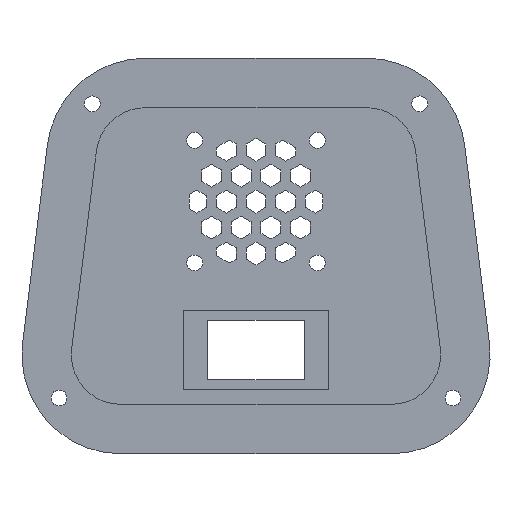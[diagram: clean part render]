
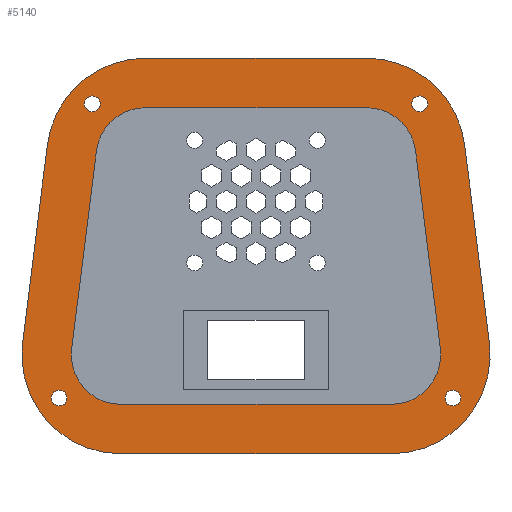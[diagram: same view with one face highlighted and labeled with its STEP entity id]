
A CAD part, front view. The second image highlights one B-rep face of the part: STEP entity #5140.
In plain terms, the highlighted planar face has unit normal (0, -1, 0).
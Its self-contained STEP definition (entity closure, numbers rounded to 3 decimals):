
#104=FACE_BOUND('',#982,.T.);
#105=FACE_BOUND('',#983,.T.);
#106=FACE_BOUND('',#984,.T.);
#107=FACE_BOUND('',#985,.T.);
#108=FACE_BOUND('',#986,.T.);
#163=CIRCLE('',#5572,10.);
#164=CIRCLE('',#5575,10.);
#185=CIRCLE('',#5610,20.);
#186=CIRCLE('',#5613,20.);
#191=CIRCLE('',#5623,1.6);
#192=CIRCLE('',#5625,1.6);
#193=CIRCLE('',#5627,1.6);
#194=CIRCLE('',#5629,1.6);
#195=CIRCLE('',#5631,10.);
#196=CIRCLE('',#5634,10.);
#197=CIRCLE('',#5638,20.);
#198=CIRCLE('',#5641,20.);
#334=PLANE('',#5642);
#634=FACE_OUTER_BOUND('',#981,.T.);
#981=EDGE_LOOP('',(#4675,#4676,#4677,#4678,#4679,#4680,#4681,#4682));
#982=EDGE_LOOP('',(#4683));
#983=EDGE_LOOP('',(#4684));
#984=EDGE_LOOP('',(#4685));
#985=EDGE_LOOP('',(#4686));
#986=EDGE_LOOP('',(#4687,#4688,#4689,#4690,#4691,#4692,#4693,#4694));
#1558=LINE('',#8559,#2062);
#1562=LINE('',#8568,#2066);
#1577=LINE('',#9573,#2081);
#1581=LINE('',#9582,#2085);
#1588=LINE('',#9621,#2092);
#1591=LINE('',#9628,#2095);
#1593=LINE('',#9632,#2097);
#1596=LINE('',#9640,#2100);
#2062=VECTOR('',#6942,10.);
#2066=VECTOR('',#6952,10.);
#2081=VECTOR('',#7037,10.);
#2085=VECTOR('',#7047,10.);
#2092=VECTOR('',#7096,10.);
#2095=VECTOR('',#7105,10.);
#2097=VECTOR('',#7109,10.);
#2100=VECTOR('',#7118,10.);
#2475=VERTEX_POINT('',#8556);
#2476=VERTEX_POINT('',#8558);
#2477=VERTEX_POINT('',#8562);
#2478=VERTEX_POINT('',#8566);
#2479=VERTEX_POINT('',#8570);
#2504=VERTEX_POINT('',#9570);
#2505=VERTEX_POINT('',#9572);
#2506=VERTEX_POINT('',#9576);
#2507=VERTEX_POINT('',#9580);
#2508=VERTEX_POINT('',#9584);
#2513=VERTEX_POINT('',#9600);
#2514=VERTEX_POINT('',#9604);
#2515=VERTEX_POINT('',#9608);
#2516=VERTEX_POINT('',#9612);
#2517=VERTEX_POINT('',#9616);
#2518=VERTEX_POINT('',#9620);
#2519=VERTEX_POINT('',#9624);
#2520=VERTEX_POINT('',#9630);
#2521=VERTEX_POINT('',#9634);
#2522=VERTEX_POINT('',#9638);
#3160=EDGE_CURVE('',#2476,#2475,#1558,.T.);
#3163=EDGE_CURVE('',#2475,#2477,#163,.T.);
#3165=EDGE_CURVE('',#2477,#2478,#1562,.T.);
#3167=EDGE_CURVE('',#2478,#2479,#164,.T.);
#3213=EDGE_CURVE('',#2504,#2505,#1577,.T.);
#3216=EDGE_CURVE('',#2506,#2504,#185,.T.);
#3218=EDGE_CURVE('',#2507,#2506,#1581,.T.);
#3220=EDGE_CURVE('',#2508,#2507,#186,.T.);
#3225=EDGE_CURVE('',#2513,#2513,#191,.T.);
#3227=EDGE_CURVE('',#2514,#2514,#192,.T.);
#3229=EDGE_CURVE('',#2515,#2515,#193,.T.);
#3231=EDGE_CURVE('',#2516,#2516,#194,.T.);
#3233=EDGE_CURVE('',#2517,#2476,#195,.T.);
#3235=EDGE_CURVE('',#2518,#2517,#1588,.T.);
#3237=EDGE_CURVE('',#2519,#2518,#196,.T.);
#3239=EDGE_CURVE('',#2479,#2519,#1591,.T.);
#3241=EDGE_CURVE('',#2520,#2508,#1593,.T.);
#3243=EDGE_CURVE('',#2521,#2520,#197,.T.);
#3245=EDGE_CURVE('',#2522,#2521,#1596,.T.);
#3246=EDGE_CURVE('',#2505,#2522,#198,.T.);
#4675=ORIENTED_EDGE('',*,*,#3246,.F.);
#4676=ORIENTED_EDGE('',*,*,#3213,.F.);
#4677=ORIENTED_EDGE('',*,*,#3216,.F.);
#4678=ORIENTED_EDGE('',*,*,#3218,.F.);
#4679=ORIENTED_EDGE('',*,*,#3220,.F.);
#4680=ORIENTED_EDGE('',*,*,#3241,.F.);
#4681=ORIENTED_EDGE('',*,*,#3243,.F.);
#4682=ORIENTED_EDGE('',*,*,#3245,.F.);
#4683=ORIENTED_EDGE('',*,*,#3225,.T.);
#4684=ORIENTED_EDGE('',*,*,#3227,.T.);
#4685=ORIENTED_EDGE('',*,*,#3229,.T.);
#4686=ORIENTED_EDGE('',*,*,#3231,.T.);
#4687=ORIENTED_EDGE('',*,*,#3165,.T.);
#4688=ORIENTED_EDGE('',*,*,#3167,.T.);
#4689=ORIENTED_EDGE('',*,*,#3239,.T.);
#4690=ORIENTED_EDGE('',*,*,#3237,.T.);
#4691=ORIENTED_EDGE('',*,*,#3235,.T.);
#4692=ORIENTED_EDGE('',*,*,#3233,.T.);
#4693=ORIENTED_EDGE('',*,*,#3160,.T.);
#4694=ORIENTED_EDGE('',*,*,#3163,.T.);
#5140=ADVANCED_FACE('',(#634,#104,#105,#106,#107,#108),#334,.T.);
#5572=AXIS2_PLACEMENT_3D('',#8564,#6947,#6948);
#5575=AXIS2_PLACEMENT_3D('',#8572,#6956,#6957);
#5610=AXIS2_PLACEMENT_3D('',#9578,#7042,#7043);
#5613=AXIS2_PLACEMENT_3D('',#9586,#7051,#7052);
#5623=AXIS2_PLACEMENT_3D('',#9601,#7071,#7072);
#5625=AXIS2_PLACEMENT_3D('',#9605,#7076,#7077);
#5627=AXIS2_PLACEMENT_3D('',#9609,#7081,#7082);
#5629=AXIS2_PLACEMENT_3D('',#9613,#7086,#7087);
#5631=AXIS2_PLACEMENT_3D('',#9617,#7091,#7092);
#5634=AXIS2_PLACEMENT_3D('',#9625,#7100,#7101);
#5638=AXIS2_PLACEMENT_3D('',#9636,#7113,#7114);
#5641=AXIS2_PLACEMENT_3D('',#9642,#7121,#7122);
#5642=AXIS2_PLACEMENT_3D('',#9643,#7123,#7124);
#6942=DIRECTION('',(1.,0.,0.));
#6947=DIRECTION('center_axis',(0.,1.,0.));
#6948=DIRECTION('ref_axis',(0.992,0.,0.124));
#6952=DIRECTION('',(0.124,0.,-0.992));
#6956=DIRECTION('center_axis',(0.,1.,0.));
#6957=DIRECTION('ref_axis',(0.,0.,-1.));
#7037=DIRECTION('',(0.124,0.,-0.992));
#7042=DIRECTION('center_axis',(0.,1.,0.));
#7043=DIRECTION('ref_axis',(0.992,0.,0.124));
#7047=DIRECTION('',(1.,0.,0.));
#7051=DIRECTION('center_axis',(0.,1.,0.));
#7052=DIRECTION('ref_axis',(0.,0.,1.));
#7071=DIRECTION('center_axis',(0.,1.,0.));
#7072=DIRECTION('ref_axis',(1.,0.,0.));
#7076=DIRECTION('center_axis',(0.,1.,0.));
#7077=DIRECTION('ref_axis',(1.,0.,0.));
#7081=DIRECTION('center_axis',(0.,1.,0.));
#7082=DIRECTION('ref_axis',(1.,0.,0.));
#7086=DIRECTION('center_axis',(0.,1.,0.));
#7087=DIRECTION('ref_axis',(1.,0.,0.));
#7091=DIRECTION('center_axis',(0.,1.,0.));
#7092=DIRECTION('ref_axis',(0.,0.,1.));
#7096=DIRECTION('',(0.124,0.,0.992));
#7100=DIRECTION('center_axis',(0.,1.,0.));
#7101=DIRECTION('ref_axis',(-0.992,0.,0.124));
#7105=DIRECTION('',(-1.,0.,0.));
#7109=DIRECTION('',(0.124,0.,0.992));
#7113=DIRECTION('center_axis',(0.,1.,0.));
#7114=DIRECTION('ref_axis',(-0.992,0.,0.124));
#7118=DIRECTION('',(-1.,0.,0.));
#7121=DIRECTION('center_axis',(0.,1.,0.));
#7122=DIRECTION('ref_axis',(0.,0.,
-1.));
#7123=DIRECTION('center_axis',(0.,-1.,0.));
#7124=DIRECTION('ref_axis',(1.,0.,0.));
#8556=CARTESIAN_POINT('',(22.344,0.,127.));
#8558=CARTESIAN_POINT('',(-22.344,0.,127.));
#8559=CARTESIAN_POINT('',(-11.172,0.,127.));
#8562=CARTESIAN_POINT('',(32.267,0.,118.24));
#8564=CARTESIAN_POINT('Origin',(22.344,0.,117.));
#8566=CARTESIAN_POINT('',(37.267,0.,78.24));
#8568=CARTESIAN_POINT('',(33.326,0.,109.769));
#8570=CARTESIAN_POINT('',(27.344,0.,67.));
#8572=CARTESIAN_POINT('Origin',(27.344,0.,
77.));
#9570=CARTESIAN_POINT('',(42.19,0.,119.481));
#9572=CARTESIAN_POINT('',(47.19,0.,79.481));
#9573=CARTESIAN_POINT('',(47.19,0.,79.481));
#9576=CARTESIAN_POINT('',(22.344,0.,137.));
#9578=CARTESIAN_POINT('Origin',(22.344,0.,117.));
#9580=CARTESIAN_POINT('',(-22.344,0.,137.));
#9582=CARTESIAN_POINT('',(22.344,0.,137.));
#9584=CARTESIAN_POINT('',(-42.19,0.,119.481));
#9586=CARTESIAN_POINT('Origin',(-22.344,0.,117.));
#9600=CARTESIAN_POINT('',(-41.429,0.,68.271));
#9601=CARTESIAN_POINT('Origin',(-39.829,0.,
68.271));
#9604=CARTESIAN_POINT('',(-34.723,0.,127.764));
#9605=CARTESIAN_POINT('Origin',(-33.123,0.,127.764));
#9608=CARTESIAN_POINT('',(38.229,0.,68.271));
#9609=CARTESIAN_POINT('Origin',(39.829,0.,
68.271));
#9612=CARTESIAN_POINT('',(31.523,0.,127.764));
#9613=CARTESIAN_POINT('Origin',(33.123,0.,127.764));
#9616=CARTESIAN_POINT('',(-32.267,0.,118.24));
#9617=CARTESIAN_POINT('Origin',(-22.344,0.,117.));
#9620=CARTESIAN_POINT('',(-37.267,0.,78.24));
#9621=CARTESIAN_POINT('',(-35.826,0.,89.769));
#9624=CARTESIAN_POINT('',(-27.344,0.,67.));
#9625=CARTESIAN_POINT('Origin',(-27.344,0.,
77.));
#9628=CARTESIAN_POINT('',(13.672,0.,67.));
#9630=CARTESIAN_POINT('',(-47.19,0.,79.481));
#9632=CARTESIAN_POINT('',(-47.19,0.,79.481));
#9634=CARTESIAN_POINT('',(-27.344,0.,57.));
#9636=CARTESIAN_POINT('Origin',(-27.344,0.,
77.));
#9638=CARTESIAN_POINT('',(27.344,0.,57.));
#9640=CARTESIAN_POINT('',(27.344,0.,57.));
#9642=CARTESIAN_POINT('Origin',(27.344,0.,
77.));
#9643=CARTESIAN_POINT('Origin',(0.,0.,97.));
